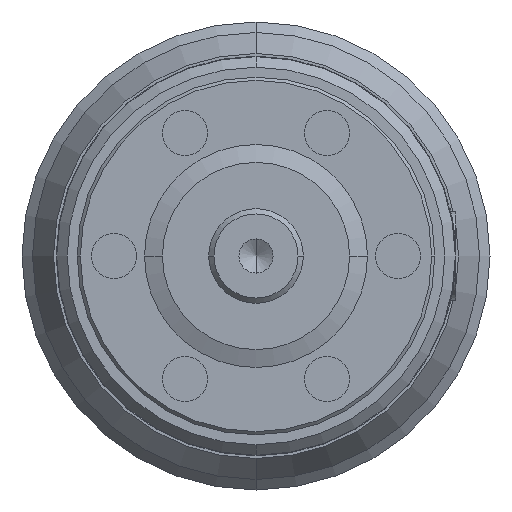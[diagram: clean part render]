
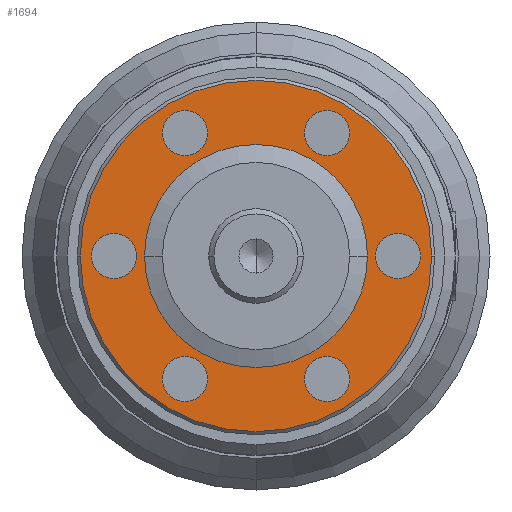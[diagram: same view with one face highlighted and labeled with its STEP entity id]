
A CAD part, front view. The second image highlights one B-rep face of the part: STEP entity #1694.
In plain terms, the highlighted planar face has unit normal (0, -1, 0).
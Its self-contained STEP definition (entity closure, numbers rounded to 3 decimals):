
#171=CARTESIAN_POINT('',(0.,0.,0.));
#172=DIRECTION('',(0.,1.,0.));
#173=DIRECTION('',(1.,0.,0.));
#174=AXIS2_PLACEMENT_3D('',#171,#172,#173);
#176=CARTESIAN_POINT('',(0.,0.,0.));
#177=DIRECTION('',(0.,1.,0.));
#178=DIRECTION('',(-1.,0.,0.));
#179=AXIS2_PLACEMENT_3D('',#176,#177,#178);
#181=CARTESIAN_POINT('',(6.75,0.,-11.691));
#182=DIRECTION('',(0.,-1.,0.));
#183=DIRECTION('',(0.5,0.,-0.866));
#184=AXIS2_PLACEMENT_3D('',#181,#182,#183);
#186=CARTESIAN_POINT('',(6.75,0.,-11.691));
#187=DIRECTION('',(0.,-1.,0.));
#188=DIRECTION('',(-0.5,0.,0.866));
#189=AXIS2_PLACEMENT_3D('',#186,#187,#188);
#191=CARTESIAN_POINT('',(-6.75,0.,-11.691));
#192=DIRECTION('',(0.,-1.,0.));
#193=DIRECTION('',(-0.5,0.,-0.866));
#194=AXIS2_PLACEMENT_3D('',#191,#192,#193);
#196=CARTESIAN_POINT('',(-6.75,0.,-11.691));
#197=DIRECTION('',(0.,-1.,0.));
#198=DIRECTION('',(0.5,0.,0.866));
#199=AXIS2_PLACEMENT_3D('',#196,#197,#198);
#201=CARTESIAN_POINT('',(-13.5,0.,0.));
#202=DIRECTION('',(0.,-1.,0.));
#203=DIRECTION('',(-1.,0.,0.));
#204=AXIS2_PLACEMENT_3D('',#201,#202,#203);
#206=CARTESIAN_POINT('',(-13.5,0.,0.));
#207=DIRECTION('',(0.,-1.,0.));
#208=DIRECTION('',(1.,0.,0.));
#209=AXIS2_PLACEMENT_3D('',#206,#207,#208);
#211=CARTESIAN_POINT('',(-6.75,0.,11.691));
#212=DIRECTION('',(0.,-1.,0.));
#213=DIRECTION('',(-0.5,0.,0.866));
#214=AXIS2_PLACEMENT_3D('',#211,#212,#213);
#216=CARTESIAN_POINT('',(-6.75,0.,11.691));
#217=DIRECTION('',(0.,-1.,0.));
#218=DIRECTION('',(0.5,0.,-0.866));
#219=AXIS2_PLACEMENT_3D('',#216,#217,#218);
#221=CARTESIAN_POINT('',(6.75,0.,11.691));
#222=DIRECTION('',(0.,-1.,0.));
#223=DIRECTION('',(0.5,0.,0.866));
#224=AXIS2_PLACEMENT_3D('',#221,#222,#223);
#226=CARTESIAN_POINT('',(6.75,0.,11.691));
#227=DIRECTION('',(0.,-1.,0.));
#228=DIRECTION('',(-0.5,0.,-0.866));
#229=AXIS2_PLACEMENT_3D('',#226,#227,#228);
#231=CARTESIAN_POINT('',(0.,0.,0.));
#232=DIRECTION('',(0.,-1.,0.));
#233=DIRECTION('',(-1.,0.,0.));
#234=AXIS2_PLACEMENT_3D('',#231,#232,#233);
#236=CARTESIAN_POINT('',(0.,0.,0.));
#237=DIRECTION('',(0.,-1.,0.));
#238=DIRECTION('',(1.,0.,0.));
#239=AXIS2_PLACEMENT_3D('',#236,#237,#238);
#241=CARTESIAN_POINT('',(13.5,0.,0.));
#242=DIRECTION('',(0.,-1.,0.));
#243=DIRECTION('',(1.,0.,0.));
#244=AXIS2_PLACEMENT_3D('',#241,#242,#243);
#246=CARTESIAN_POINT('',(13.5,0.,0.));
#247=DIRECTION('',(0.,-1.,0.));
#248=DIRECTION('',(-1.,0.,0.));
#249=AXIS2_PLACEMENT_3D('',#246,#247,#248);
#1119=CARTESIAN_POINT('',(7.825,0.,
-13.553));
#1121=VERTEX_POINT('',#1119);
#1122=CARTESIAN_POINT('',(5.675,0.,
-9.829));
#1123=VERTEX_POINT('',#1122);
#1127=CARTESIAN_POINT('',(-7.825,0.,-13.553));
#1129=VERTEX_POINT('',#1127);
#1130=CARTESIAN_POINT('',(-5.675,0.,-9.829));
#1131=VERTEX_POINT('',#1130);
#1135=CARTESIAN_POINT('',(-15.65,0.,0.));
#1137=VERTEX_POINT('',#1135);
#1138=CARTESIAN_POINT('',(-11.35,0.,0.));
#1139=VERTEX_POINT('',#1138);
#1143=CARTESIAN_POINT('',(-7.825,0.,13.553));
#1145=VERTEX_POINT('',#1143);
#1146=CARTESIAN_POINT('',(-5.675,0.,9.829));
#1147=VERTEX_POINT('',#1146);
#1151=CARTESIAN_POINT('',(7.825,0.,13.553));
#1153=VERTEX_POINT('',#1151);
#1154=CARTESIAN_POINT('',(5.675,0.,9.829));
#1155=VERTEX_POINT('',#1154);
#1167=CARTESIAN_POINT('',(15.65,0.,0.));
#1169=VERTEX_POINT('',#1167);
#1170=CARTESIAN_POINT('',(11.35,0.,0.));
#1171=VERTEX_POINT('',#1170);
#1178=CARTESIAN_POINT('',(-16.7,0.,0.));
#1180=VERTEX_POINT('',#1178);
#1184=CARTESIAN_POINT('',(16.7,0.,0.));
#1185=VERTEX_POINT('',#1184);
#1187=CARTESIAN_POINT('',(10.603,0.,0.));
#1189=VERTEX_POINT('',#1187);
#1190=CARTESIAN_POINT('',(-10.603,0.,0.));
#1191=VERTEX_POINT('',#1190);
#1644=CARTESIAN_POINT('',(0.,0.,10.603));
#1645=DIRECTION('',(0.,-1.,0.));
#1646=DIRECTION('',(0.,0.,-1.));
#1647=AXIS2_PLACEMENT_3D('',#1644,#1645,#1646);
#1648=PLANE('',#1647);
#1649=ORIENTED_EDGE('',*,*,#1635,.T.);
#1650=ORIENTED_EDGE('',*,*,#1623,.T.);
#1651=EDGE_LOOP('',(#1649,#1650));
#1652=FACE_OUTER_BOUND('',#1651,.F.);
#1653=ORIENTED_EDGE('',*,*,#1425,.T.);
#1655=ORIENTED_EDGE('',*,*,#1654,.T.);
#1656=EDGE_LOOP('',(#1653,#1655));
#1657=FACE_BOUND('',#1656,.F.);
#1659=ORIENTED_EDGE('',*,*,#1658,.T.);
#1661=ORIENTED_EDGE('',*,*,#1660,.T.);
#1662=EDGE_LOOP('',(#1659,#1661));
#1663=FACE_BOUND('',#1662,.F.);
#1665=ORIENTED_EDGE('',*,*,#1664,.T.);
#1667=ORIENTED_EDGE('',*,*,#1666,.T.);
#1668=EDGE_LOOP('',(#1665,#1667));
#1669=FACE_BOUND('',#1668,.F.);
#1671=ORIENTED_EDGE('',*,*,#1670,.T.);
#1673=ORIENTED_EDGE('',*,*,#1672,.T.);
#1674=EDGE_LOOP('',(#1671,#1673));
#1675=FACE_BOUND('',#1674,.F.);
#1677=ORIENTED_EDGE('',*,*,#1676,.T.);
#1679=ORIENTED_EDGE('',*,*,#1678,.T.);
#1680=EDGE_LOOP('',(#1677,#1679));
#1681=FACE_BOUND('',#1680,.F.);
#1683=ORIENTED_EDGE('',*,*,#1682,.T.);
#1685=ORIENTED_EDGE('',*,*,#1684,.T.);
#1686=EDGE_LOOP('',(#1683,#1685));
#1687=FACE_BOUND('',#1686,.F.);
#1689=ORIENTED_EDGE('',*,*,#1688,.T.);
#1691=ORIENTED_EDGE('',*,*,#1690,.T.);
#1692=EDGE_LOOP('',(#1689,#1691));
#1693=FACE_BOUND('',#1692,.F.);
#1694=ADVANCED_FACE('',(#1652,#1657,#1663,#1669,#1675,#1681,#1687,#1693),#1648,
.T.);
#175=CIRCLE('',#174,16.7);
#180=CIRCLE('',#179,16.7);
#185=CIRCLE('',#184,2.15);
#190=CIRCLE('',#189,2.15);
#195=CIRCLE('',#194,2.15);
#200=CIRCLE('',#199,2.15);
#205=CIRCLE('',#204,2.15);
#210=CIRCLE('',#209,2.15);
#215=CIRCLE('',#214,2.15);
#220=CIRCLE('',#219,2.15);
#225=CIRCLE('',#224,2.15);
#230=CIRCLE('',#229,2.15);
#235=CIRCLE('',#234,10.603);
#240=CIRCLE('',#239,10.603);
#245=CIRCLE('',#244,2.15);
#250=CIRCLE('',#249,2.15);
#1425=EDGE_CURVE('',#1121,#1123,#185,.T.);
#1623=EDGE_CURVE('',#1180,#1185,#180,.T.);
#1635=EDGE_CURVE('',#1185,#1180,#175,.T.);
#1654=EDGE_CURVE('',#1123,#1121,#190,.T.);
#1658=EDGE_CURVE('',#1129,#1131,#195,.T.);
#1660=EDGE_CURVE('',#1131,#1129,#200,.T.);
#1664=EDGE_CURVE('',#1137,#1139,#205,.T.);
#1666=EDGE_CURVE('',#1139,#1137,#210,.T.);
#1670=EDGE_CURVE('',#1145,#1147,#215,.T.);
#1672=EDGE_CURVE('',#1147,#1145,#220,.T.);
#1676=EDGE_CURVE('',#1153,#1155,#225,.T.);
#1678=EDGE_CURVE('',#1155,#1153,#230,.T.);
#1682=EDGE_CURVE('',#1191,#1189,#235,.T.);
#1684=EDGE_CURVE('',#1189,#1191,#240,.T.);
#1688=EDGE_CURVE('',#1169,#1171,#245,.T.);
#1690=EDGE_CURVE('',#1171,#1169,#250,.T.);
